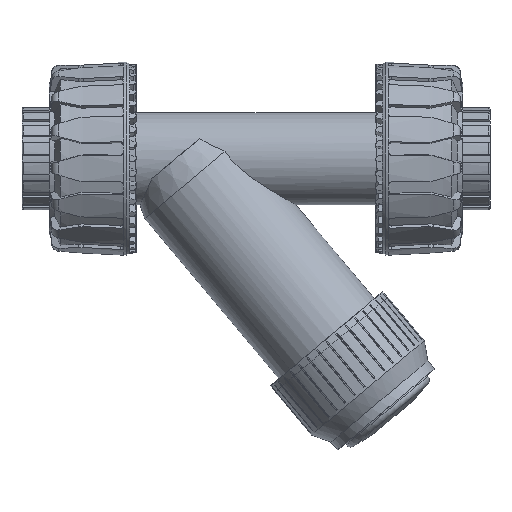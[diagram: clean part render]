
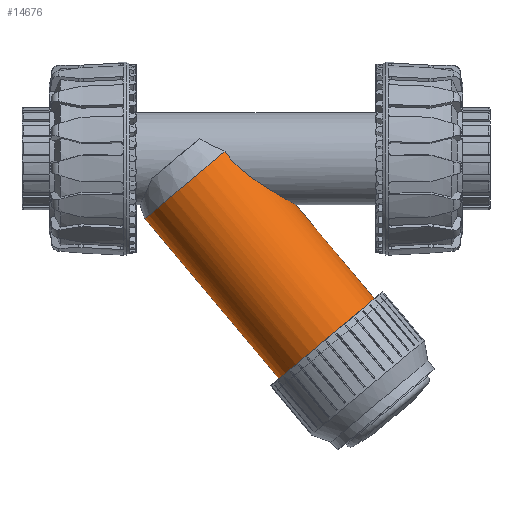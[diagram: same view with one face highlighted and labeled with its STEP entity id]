
A CAD part, front view. The second image highlights one B-rep face of the part: STEP entity #14676.
In plain terms, the highlighted cylindrical face has radius 20.95 mm (diameter 41.9 mm), a full revolution.
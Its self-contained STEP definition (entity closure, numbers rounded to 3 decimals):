
#2360=FACE_BOUND('',#3820,.T.);
#2388=B_SPLINE_CURVE_WITH_KNOTS('',3,(#22029,#22030,#22031,#22032,#22033,
#22034,#22035,#22036,#22037,#22038,#22039,#22040,#22041,#22042,#22043,#22044,
#22045,#22046,#22047,#22048,#22049,#22050,#22051,#22052,#22053,#22054,#22055,
#22056,#22057,#22058,#22059,#22060,#22061,#22062,#22063,#22064,#22065,#22066,
#22067,#22068),.UNSPECIFIED.,.F.,.F.,(4,3,3,3,3,3,3,3,3,3,3,3,3,4),(8.116,
8.23,8.749,9.072,9.273,9.376,
9.832,10.208,10.366,10.457,10.911,
11.305,11.335,11.638),.UNSPECIFIED.);
#2389=B_SPLINE_CURVE_WITH_KNOTS('',3,(#22071,#22072,#22073,#22074,#22075,
#22076,#22077,#22078,#22079,#22080,#22081,#22082,#22083,#22084,#22085,#22086,
#22087,#22088,#22089,#22090,#22091,#22092,#22093,#22094,#22095,#22096,#22097,
#22098,#22099,#22100,#22101,#22102,#22103,#22104,#22105,#22106,#22107),
 .UNSPECIFIED.,.F.,.F.,(4,3,3,3,3,3,3,3,3,3,3,3,4),(-6.74,-6.528,
-6.423,-6.034,-5.546,-5.441,
-5.027,-4.539,-4.419,-4.226,
-3.752,-3.227,-3.218),.UNSPECIFIED.);
#2726=CYLINDRICAL_SURFACE('',#15551,20.95);
#2953=FACE_OUTER_BOUND('',#3819,.T.);
#3819=EDGE_LOOP('',(#9535));
#3820=EDGE_LOOP('',(#9536,#9537,#9538));
#4689=CIRCLE('',#15535,20.95);
#4698=CIRCLE('',#15552,20.95);
#5603=VERTEX_POINT('',#22001);
#5612=VERTEX_POINT('',#22027);
#5613=VERTEX_POINT('',#22028);
#5614=VERTEX_POINT('',#22069);
#7151=EDGE_CURVE('',#5603,#5603,#4689,.T.);
#7160=EDGE_CURVE('',#5612,#5613,#2388,.T.);
#7161=EDGE_CURVE('',#5614,#5613,#4698,.T.);
#7162=EDGE_CURVE('',#5614,#5612,#2389,.T.);
#9535=ORIENTED_EDGE('',*,*,#7151,.F.);
#9536=ORIENTED_EDGE('',*,*,#7160,.T.);
#9537=ORIENTED_EDGE('',*,*,#7161,.F.);
#9538=ORIENTED_EDGE('',*,*,#7162,.T.);
#14676=ADVANCED_FACE('',(#2953,#2360),#2726,.T.);
#15535=AXIS2_PLACEMENT_3D('',#22002,#17328,#17329);
#15551=AXIS2_PLACEMENT_3D('',#22026,#17360,#17361);
#15552=AXIS2_PLACEMENT_3D('',#22070,#17362,#17363);
#17328=DIRECTION('center_axis',(0.643,0.,
0.766));
#17329=DIRECTION('ref_axis',(-0.766,0.,0.643));
#17360=DIRECTION('center_axis',(-0.643,0.,-0.766));
#17361=DIRECTION('ref_axis',(-0.766,0.,0.643));
#17362=DIRECTION('center_axis',(-0.643,0.,-0.766));
#17363=DIRECTION('ref_axis',(-0.766,0.,0.643));
#22001=CARTESIAN_POINT('',(101.133,0.,59.88));
#22002=CARTESIAN_POINT('Origin',(85.085,0.,
73.347));
#22026=CARTESIAN_POINT('Origin',(55.112,0.,37.626));
#22027=CARTESIAN_POINT('',(74.659,0.,28.329));
#22028=CARTESIAN_POINT('',(50.889,15.296,10.324));
#22029=CARTESIAN_POINT('Ctrl Pts',(74.659,0.,
28.329));
#22030=CARTESIAN_POINT('Ctrl Pts',(74.659,0.377,28.329));
#22031=CARTESIAN_POINT('Ctrl Pts',(74.634,0.752,28.315));
#22032=CARTESIAN_POINT('Ctrl Pts',(74.586,1.119,28.289));
#22033=CARTESIAN_POINT('Ctrl Pts',(74.366,2.801,28.167));
#22034=CARTESIAN_POINT('Ctrl Pts',(73.661,4.362,27.777));
#22035=CARTESIAN_POINT('Ctrl Pts',(72.686,5.742,27.226));
#22036=CARTESIAN_POINT('Ctrl Pts',(72.079,6.601,26.884));
#22037=CARTESIAN_POINT('Ctrl Pts',(71.367,7.392,26.479));
#22038=CARTESIAN_POINT('Ctrl Pts',(70.61,8.104,26.042));
#22039=CARTESIAN_POINT('Ctrl Pts',(70.14,8.547,25.77));
#22040=CARTESIAN_POINT('Ctrl Pts',(69.652,8.96,25.486));
#22041=CARTESIAN_POINT('Ctrl Pts',(69.161,9.342,25.198));
#22042=CARTESIAN_POINT('Ctrl Pts',(68.91,9.538,25.049));
#22043=CARTESIAN_POINT('Ctrl Pts',(68.659,9.725,24.901));
#22044=CARTESIAN_POINT('Ctrl Pts',(68.406,9.906,24.751));
#22045=CARTESIAN_POINT('Ctrl Pts',(67.29,10.704,24.087));
#22046=CARTESIAN_POINT('Ctrl Pts',(66.031,11.455,23.323));
#22047=CARTESIAN_POINT('Ctrl Pts',(64.741,12.109,22.505));
#22048=CARTESIAN_POINT('Ctrl Pts',(63.678,12.647,21.831));
#22049=CARTESIAN_POINT('Ctrl Pts',(62.594,13.121,21.121));
#22050=CARTESIAN_POINT('Ctrl Pts',(61.556,13.52,20.41));
#22051=CARTESIAN_POINT('Ctrl Pts',(61.118,13.688,20.109));
#22052=CARTESIAN_POINT('Ctrl Pts',(60.688,13.844,19.808));
#22053=CARTESIAN_POINT('Ctrl Pts',(60.272,13.986,19.51));
#22054=CARTESIAN_POINT('Ctrl Pts',(60.034,14.067,19.34));
#22055=CARTESIAN_POINT('Ctrl Pts',(59.797,14.146,19.168));
#22056=CARTESIAN_POINT('Ctrl Pts',(59.554,14.223,18.99));
#22057=CARTESIAN_POINT('Ctrl Pts',(58.338,14.61,18.097));
#22058=CARTESIAN_POINT('Ctrl Pts',(57.046,14.945,17.086));
#22059=CARTESIAN_POINT('Ctrl Pts',(55.825,15.172,16.001));
#22060=CARTESIAN_POINT('Ctrl Pts',(54.768,15.368,15.062));
#22061=CARTESIAN_POINT('Ctrl Pts',(53.765,15.483,14.065));
#22062=CARTESIAN_POINT('Ctrl Pts',(52.9,15.498,13.061));
#22063=CARTESIAN_POINT('Ctrl Pts',(52.834,15.499,12.984));
#22064=CARTESIAN_POINT('Ctrl Pts',(52.768,15.5,12.906));
#22065=CARTESIAN_POINT('Ctrl Pts',(52.703,15.5,12.829));
#22066=CARTESIAN_POINT('Ctrl Pts',(52.054,15.5,12.055));
#22067=CARTESIAN_POINT('Ctrl Pts',(51.431,15.442,11.211));
#22068=CARTESIAN_POINT('Ctrl Pts',(50.889,15.296,10.324));
#22069=CARTESIAN_POINT('',(50.889,-15.296,10.324));
#22070=CARTESIAN_POINT('Origin',(39.923,0.,19.525));
#22071=CARTESIAN_POINT('Ctrl Pts',(50.889,-15.296,10.324));
#22072=CARTESIAN_POINT('Ctrl Pts',(51.268,-15.398,10.944));
#22073=CARTESIAN_POINT('Ctrl Pts',(51.686,-15.457,11.543));
#22074=CARTESIAN_POINT('Ctrl Pts',(52.125,-15.483,12.111));
#22075=CARTESIAN_POINT('Ctrl Pts',(52.344,-15.497,12.395));
#22076=CARTESIAN_POINT('Ctrl Pts',(52.566,-15.502,12.668));
#22077=CARTESIAN_POINT('Ctrl Pts',(52.795,-15.5,12.938));
#22078=CARTESIAN_POINT('Ctrl Pts',(53.639,-15.493,13.931));
#22079=CARTESIAN_POINT('Ctrl Pts',(54.62,-15.388,14.919));
#22080=CARTESIAN_POINT('Ctrl Pts',(55.66,-15.202,15.854));
#22081=CARTESIAN_POINT('Ctrl Pts',(56.965,-14.969,17.026));
#22082=CARTESIAN_POINT('Ctrl Pts',(58.359,-14.607,18.117));
#22083=CARTESIAN_POINT('Ctrl Pts',(59.661,-14.189,19.068));
#22084=CARTESIAN_POINT('Ctrl Pts',(59.941,-14.099,19.273));
#22085=CARTESIAN_POINT('Ctrl Pts',(60.212,-14.008,19.469));
#22086=CARTESIAN_POINT('Ctrl Pts',(60.491,-13.911,19.666));
#22087=CARTESIAN_POINT('Ctrl Pts',(61.588,-13.528,20.445));
#22088=CARTESIAN_POINT('Ctrl Pts',(62.77,-13.054,21.239));
#22089=CARTESIAN_POINT('Ctrl Pts',(63.948,-12.497,21.998));
#22090=CARTESIAN_POINT('Ctrl Pts',(65.337,-11.84,22.894));
#22091=CARTESIAN_POINT('Ctrl Pts',(66.718,-11.065,23.741));
#22092=CARTESIAN_POINT('Ctrl Pts',(67.951,-10.223,24.48));
#22093=CARTESIAN_POINT('Ctrl Pts',(68.257,-10.015,24.662));
#22094=CARTESIAN_POINT('Ctrl Pts',(68.549,-9.806,24.836));
#22095=CARTESIAN_POINT('Ctrl Pts',(68.844,-9.584,25.011));
#22096=CARTESIAN_POINT('Ctrl Pts',(69.314,-9.232,25.288));
#22097=CARTESIAN_POINT('Ctrl Pts',(69.784,-8.851,25.563));
#22098=CARTESIAN_POINT('Ctrl Pts',(70.241,-8.442,25.828));
#22099=CARTESIAN_POINT('Ctrl Pts',(71.369,-7.435,26.483));
#22100=CARTESIAN_POINT('Ctrl Pts',(72.421,-6.257,27.078));
#22101=CARTESIAN_POINT('Ctrl Pts',(73.211,-4.937,27.522));
#22102=CARTESIAN_POINT('Ctrl Pts',(74.087,-3.474,28.013));
#22103=CARTESIAN_POINT('Ctrl Pts',(74.64,-1.835,28.319));
#22104=CARTESIAN_POINT('Ctrl Pts',(74.658,-0.089,
28.329));
#22105=CARTESIAN_POINT('Ctrl Pts',(74.659,-0.059,
28.329));
#22106=CARTESIAN_POINT('Ctrl Pts',(74.659,-0.03,
28.329));
#22107=CARTESIAN_POINT('Ctrl Pts',(74.659,0.,
28.329));
